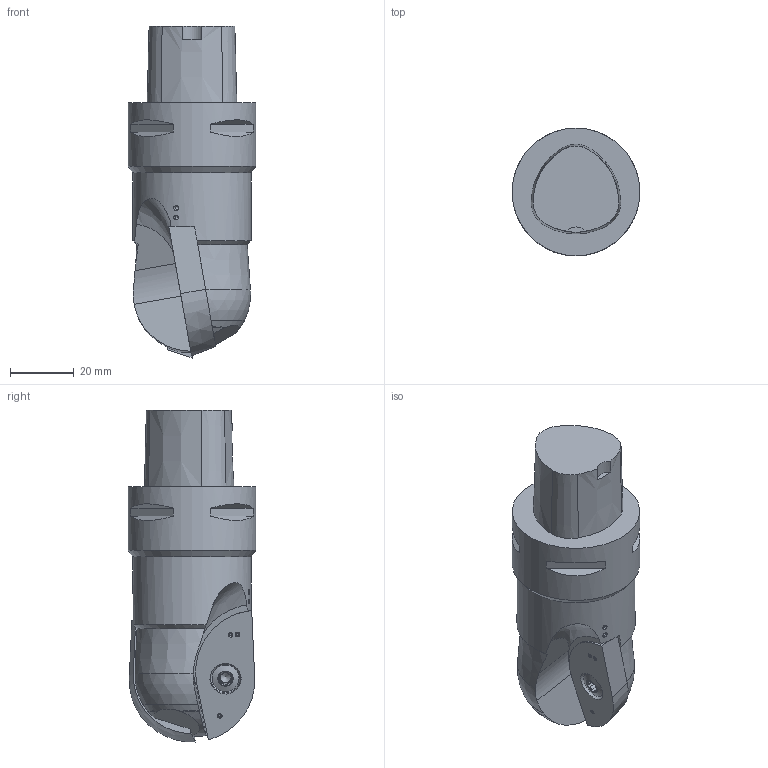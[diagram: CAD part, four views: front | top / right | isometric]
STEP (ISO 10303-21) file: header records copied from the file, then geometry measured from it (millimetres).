
FILE_DESCRIPTION(/* description */ (''),/* implementation_level */ '2;1');
FILE_NAME(/* name */ '1582782687474.stp',/* time_stamp */ '2020-02-27T11:21:39+06:00',/* author */ (''),/* organization */ ('SMS'),/* preprocessor_version */ 'ST-DEVELOPER v16.7',/* originating_system */ 'SIEMENS PLM Software NX 12.0',/* authorisation */ '');
FILE_SCHEMA (('AUTOMOTIVE_DESIGN { 1 0 10303 214 3 1 1 1 }'));
Length unit declared in the file: millimetre
Products named in the file (4): ASSEMBLY_CONSTRUCTION; 202032859mod000_00; 202366576mod000_00; 202366698mod000_00
Assembly tree (4 placements, depth 2):
  202366698mod000_00
    202366576mod000_00
    202032859mod000_00  x2
    ASSEMBLY_CONSTRUCTION
Bounding box: 40 x 40 x 103.98 mm (x, y, z)
Volume: 82490.3 mm3; surface area: 17589.5 mm2
Topology: 3 solids, 4 shells, 191 faces, 486 edges, 327 vertices
Faces by surface type: plane 81, cone 49, extrusion 24, cylinder 17, torus 10, sphere 8, bspline 2
Full cylindrical faces by diameter (mm): 1.5 x3, 5.35 x2, 6 x2, 7 x2, 8.45 x2, 10 x1, 37 x1, 40 x1
Entity records: 6777 total; most frequent: CARTESIAN_POINT 2517, DIRECTION 870, ORIENTED_EDGE 794, EDGE_CURVE 397, AXIS2_PLACEMENT_3D 363, VERTEX_POINT 275, EDGE_LOOP 220, ADVANCED_FACE 176
